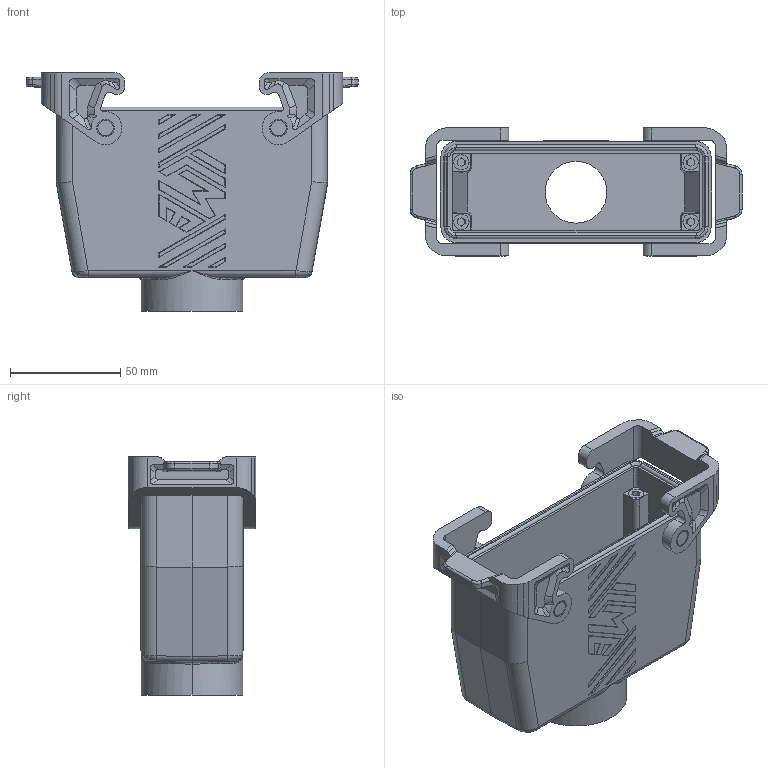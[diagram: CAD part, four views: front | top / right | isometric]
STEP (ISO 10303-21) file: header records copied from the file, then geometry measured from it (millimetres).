
FILE_DESCRIPTION(('Creo Elements/Direct Modeling STEP Export'),'2;1');
FILE_NAME('37jbk2e5h1nui9r5648','2022-02-03T15:58:18',(''),(''),'Creo Elements/Direct Modeling STEP processor for AP214 (Solid Model)','Creo Elements/Direct Modeling 20.1B 02-Apr-2019 (C) Parametric Technology GmbH','');
FILE_SCHEMA(('AUTOMOTIVE_DESIGN { 1 0 10303 214 1 1 1 1 }'));
Length unit declared in the file: millimetre
Products named in the file (2): TAVH 25 G32
Assembly tree (1 placements, depth 2):
  TAVH 25 G32
    TAVH 25 G32
Bounding box: 150.5 x 58 x 107.9 mm (x, y, z)
Volume: 187799.8 mm3; surface area: 70991 mm2
Topology: 1 solids, 1 shells, 562 faces, 1474 edges, 958 vertices
Faces by surface type: cylinder 282, plane 218, bspline 32, torus 20, cone 10
Entity records: 30458 total; most frequent: CARTESIAN_POINT 12243, ORIENTED_EDGE 2940, DIRECTION 2768, EDGE_CURVE 1470, VERTEX_POINT 958, AXIS2_PLACEMENT_3D 945, VECTOR 878, LINE 878
